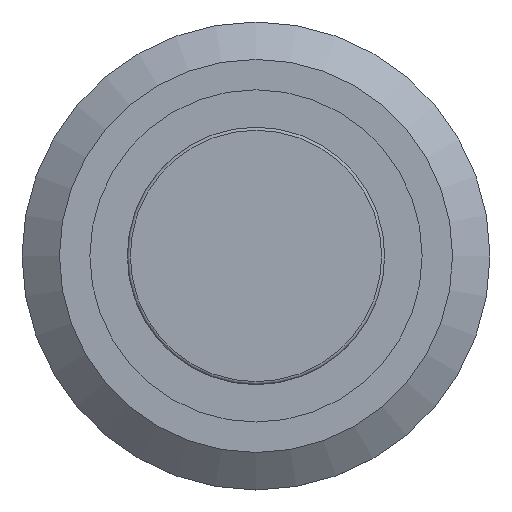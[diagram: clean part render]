
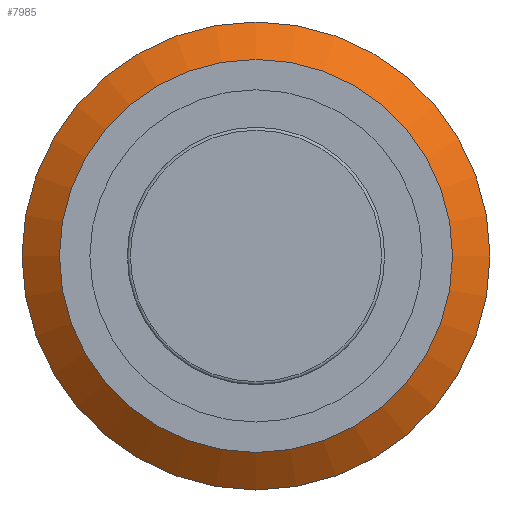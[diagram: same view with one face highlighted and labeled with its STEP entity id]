
A CAD part, top view. The second image highlights one B-rep face of the part: STEP entity #7985.
In plain terms, the highlighted conical face has half-angle 53.13 degrees and reference radius 25.4 mm.
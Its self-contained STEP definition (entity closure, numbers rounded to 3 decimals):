
#7951=CARTESIAN_POINT('',(0.,-12.5,0.5));
#7952=VERTEX_POINT('',#7951);
#7953=CARTESIAN_POINT('',(0.0,0.0,0.5));
#7954=DIRECTION('',(0.0,0.0,1.0));
#7955=DIRECTION('',(0.0,-1.0,0.0));
#7956=AXIS2_PLACEMENT_3D('',#7953,#7954,#7955);
#7957=CIRCLE('',#7956,12.5);
#7958=EDGE_CURVE('',#7952,#7952,#7957,.T.);
#7966=CARTESIAN_POINT('',(0.0,0.0,-9.175));
#7967=DIRECTION('',(0.0,0.0,-1.0));
#7968=DIRECTION('',(0.0,-1.0,0.0));
#7969=AXIS2_PLACEMENT_3D('',#7966,#7967,#7968);
#7970=CONICAL_SURFACE('',#7969,25.4,53.13);
#7971=ORIENTED_EDGE('',*,*,#7958,.T.);
#7972=EDGE_LOOP('',(#7971));
#7973=FACE_OUTER_BOUND('',#7972,.T.);
#7974=CARTESIAN_POINT('',(0.0,-10.5,2.));
#7975=VERTEX_POINT('',#7974);
#7976=CARTESIAN_POINT('',(0.0,0.0,2.));
#7977=DIRECTION('',(0.0,0.0,1.0));
#7978=DIRECTION('',(0.0,-1.0,0.0));
#7979=AXIS2_PLACEMENT_3D('',#7976,#7977,#7978);
#7980=CIRCLE('',#7979,10.5);
#7981=EDGE_CURVE('',#7975,#7975,#7980,.T.);
#7982=ORIENTED_EDGE('',*,*,#7981,.F.);
#7983=EDGE_LOOP('',(#7982));
#7984=FACE_BOUND('',#7983,.T.);
#7985=ADVANCED_FACE('',(#7973,#7984),#7970,.T.);
